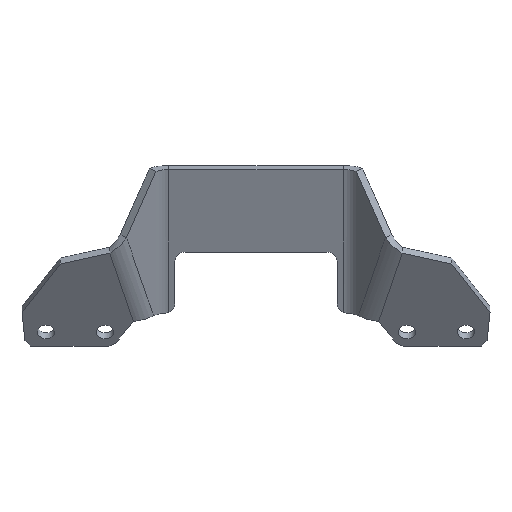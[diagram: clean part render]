
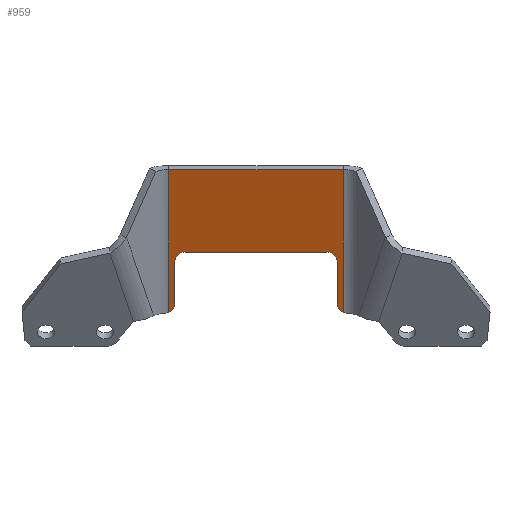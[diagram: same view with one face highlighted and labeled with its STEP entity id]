
A CAD part, front view. The second image highlights one B-rep face of the part: STEP entity #959.
In plain terms, the highlighted planar face has unit normal (0, -0.913, -0.408).
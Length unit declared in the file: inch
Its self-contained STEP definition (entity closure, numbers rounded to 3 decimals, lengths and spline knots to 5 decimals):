
#15=CIRCLE('',#1009,0.13001);
#22=CIRCLE('',#1020,0.13001);
#23=CIRCLE('',#1022,0.13001);
#24=CIRCLE('',#1025,0.13001);
#125=FACE_OUTER_BOUND('',#189,.T.);
#189=EDGE_LOOP('',(#829,#830,#831,#832,#833,#834,#835,#836,#837,#838));
#282=LINE('',#1666,#380);
#287=LINE('',#1679,#385);
#290=LINE('',#1698,#388);
#291=LINE('',#1703,#389);
#292=LINE('',#1704,#390);
#293=LINE('',#1705,#391);
#380=VECTOR('',#1224,0.3937);
#385=VECTOR('',#1239,0.3937);
#388=VECTOR('',#1248,0.3937);
#389=VECTOR('',#1255,0.3937);
#390=VECTOR('',#1256,0.3937);
#391=VECTOR('',#1257,0.3937);
#451=VERTEX_POINT('',#1625);
#452=VERTEX_POINT('',#1626);
#465=VERTEX_POINT('',#1665);
#466=VERTEX_POINT('',#1669);
#467=VERTEX_POINT('',#1673);
#468=VERTEX_POINT('',#1675);
#469=VERTEX_POINT('',#1681);
#470=VERTEX_POINT('',#1683);
#473=VERTEX_POINT('',#1697);
#474=VERTEX_POINT('',#1702);
#566=EDGE_CURVE('',#451,#452,#15,.T.);
#583=EDGE_CURVE('',#465,#452,#282,.T.);
#585=EDGE_CURVE('',#465,#466,#22,.T.);
#588=EDGE_CURVE('',#467,#468,#23,.T.);
#590=EDGE_CURVE('',#467,#466,#287,.T.);
#592=EDGE_CURVE('',#469,#470,#24,.T.);
#596=EDGE_CURVE('',#473,#470,#290,.T.);
#599=EDGE_CURVE('',#451,#474,#291,.T.);
#600=EDGE_CURVE('',#473,#474,#292,.T.);
#601=EDGE_CURVE('',#469,#468,#293,.T.);
#829=ORIENTED_EDGE('',*,*,#566,.F.);
#830=ORIENTED_EDGE('',*,*,#599,.T.);
#831=ORIENTED_EDGE('',*,*,#600,.F.);
#832=ORIENTED_EDGE('',*,*,#596,.T.);
#833=ORIENTED_EDGE('',*,*,#592,.F.);
#834=ORIENTED_EDGE('',*,*,#601,.T.);
#835=ORIENTED_EDGE('',*,*,#588,.F.);
#836=ORIENTED_EDGE('',*,*,#590,.T.);
#837=ORIENTED_EDGE('',*,*,#585,.F.);
#838=ORIENTED_EDGE('',*,*,#583,.T.);
#905=PLANE('',#1029);
#959=ADVANCED_FACE('',(#125),#905,.F.);
#1009=AXIS2_PLACEMENT_3D('',#1627,#1196,#1197);
#1020=AXIS2_PLACEMENT_3D('',#1670,#1228,#1229);
#1022=AXIS2_PLACEMENT_3D('',#1676,#1234,#1235);
#1025=AXIS2_PLACEMENT_3D('',#1684,#1243,#1244);
#1029=AXIS2_PLACEMENT_3D('',#1701,#1253,#1254);
#1196=DIRECTION('center_axis',(0.,0.913,0.408));
#1197=DIRECTION('ref_axis',(0.,0.408,-0.913));
#1224=DIRECTION('',(0.,0.408,-0.913));
#1228=DIRECTION('center_axis',(0.,-0.913,
-0.408));
#1229=DIRECTION('ref_axis',(0.707,-0.288,0.646));
#1234=DIRECTION('center_axis',(0.,-0.913,
-0.408));
#1235=DIRECTION('ref_axis',(-0.707,-0.288,0.646));
#1239=DIRECTION('',(1.,0.,0.));
#1243=DIRECTION('center_axis',(0.,0.913,0.408));
#1244=DIRECTION('ref_axis',(0.,0.408,-0.913));
#1248=DIRECTION('',(0.,0.408,-0.913));
#1253=DIRECTION('center_axis',(0.,0.913,0.408));
#1254=DIRECTION('ref_axis',(0.,0.408,-0.913));
#1255=DIRECTION('',(0.,-0.408,0.913));
#1256=DIRECTION('',(1.,0.,0.));
#1257=DIRECTION('',(0.,-0.408,0.913));
#1625=CARTESIAN_POINT('',(0.99367,0.90444,0.13787));
#1626=CARTESIAN_POINT('',(0.91266,0.85531,0.24782));
#1627=CARTESIAN_POINT('Origin',(1.04267,0.85531,0.24782));
#1665=CARTESIAN_POINT('',(0.91266,0.61461,0.78646));
#1666=CARTESIAN_POINT('',(0.91266,0.70436,0.58561));
#1669=CARTESIAN_POINT('',(0.78265,0.56157,0.90516));
#1670=CARTESIAN_POINT('Origin',(0.78265,0.61461,0.78646));
#1673=CARTESIAN_POINT('',(-1.02233,0.56157,0.90516));
#1675=CARTESIAN_POINT('',(-1.15234,0.61461,0.78646));
#1676=CARTESIAN_POINT('Origin',(-1.02233,0.61461,0.78646));
#1679=CARTESIAN_POINT('',(0.08391,0.56157,0.90516));
#1681=CARTESIAN_POINT('',(-1.15234,0.85531,0.24782));
#1683=CARTESIAN_POINT('',(-1.23335,0.90444,0.13787));
#1684=CARTESIAN_POINT('Origin',(-1.28235,0.85531,0.24782));
#1697=CARTESIAN_POINT('',(-1.23335,0.09238,1.95509));
#1698=CARTESIAN_POINT('',(-1.23335,0.70436,0.58561));
#1701=CARTESIAN_POINT('Origin',(-0.74484,0.50037,1.0421));
#1702=CARTESIAN_POINT('',(0.99367,0.09238,1.95509));
#1703=CARTESIAN_POINT('',(0.99367,0.70436,0.58561));
#1704=CARTESIAN_POINT('',(-1.36984,0.09238,1.95509));
#1705=CARTESIAN_POINT('',(-1.15234,0.53097,0.97363));
